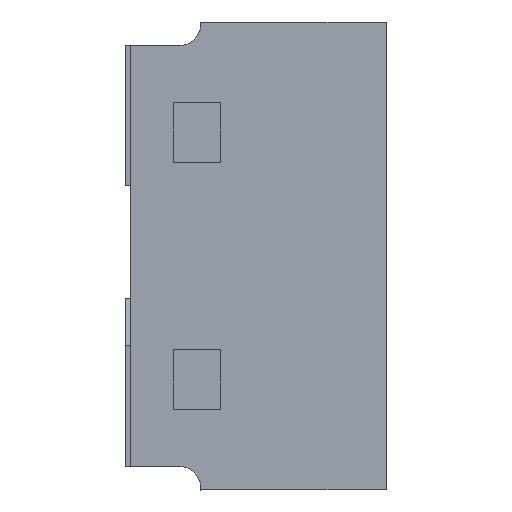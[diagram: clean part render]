
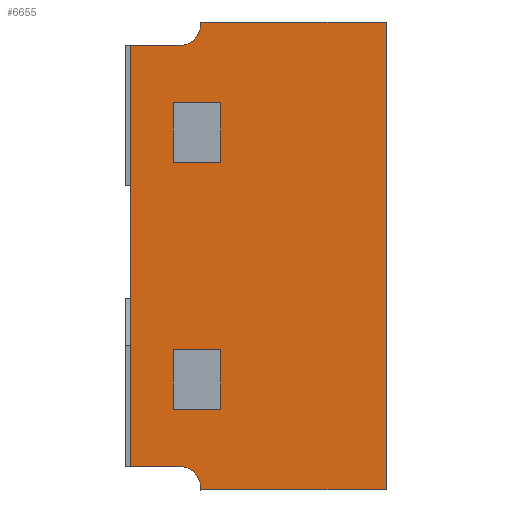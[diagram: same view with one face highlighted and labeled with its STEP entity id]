
A CAD part, left-side view. The second image highlights one B-rep face of the part: STEP entity #6655.
In plain terms, the highlighted planar face has unit normal (-1, 0, 0).
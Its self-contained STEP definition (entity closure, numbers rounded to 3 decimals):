
#3 = CARTESIAN_POINT ( 'NONE',  ( 0., 0.441, -0.95 ) ) ;
#23 = EDGE_CURVE ( 'NONE', #5107, #5946, #2644, .T. ) ;
#36 = CARTESIAN_POINT ( 'NONE',  ( 0., 0.546, -0.95 ) ) ;
#201 = VERTEX_POINT ( 'NONE', #4141 ) ;
#203 = VERTEX_POINT ( 'NONE', #2195 ) ;
#275 = VECTOR ( 'NONE', #1217, 1000. ) ;
#378 = CARTESIAN_POINT ( 'NONE',  ( 0., 0., -1. ) ) ;
#399 = EDGE_CURVE ( 'NONE', #5107, #815, #615, .T. ) ;
#442 = CARTESIAN_POINT ( 'NONE',  ( 0., 0.353, -0.172 ) ) ;
#451 = DIRECTION ( 'NONE',  ( 0., -1., 0. ) ) ;
#529 = CARTESIAN_POINT ( 'NONE',  ( 0., 0.455, -0.828 ) ) ;
#615 = LINE ( 'NONE', #6774, #4174 ) ;
#655 = EDGE_CURVE ( 'NONE', #4085, #3911, #2863, .T. ) ;
#679 = LINE ( 'NONE', #6542, #6807 ) ;
#689 = VERTEX_POINT ( 'NONE', #983 ) ;
#768 = ORIENTED_EDGE ( 'NONE', *, *, #2531, .F. ) ;
#799 = DIRECTION ( 'NONE',  ( 0., -1., 0. ) ) ;
#815 = VERTEX_POINT ( 'NONE', #3097 ) ;
#824 = CIRCLE ( 'NONE', #5474, 0.045 ) ;
#885 = ORIENTED_EDGE ( 'NONE', *, *, #655, .T. ) ;
#905 = CARTESIAN_POINT ( 'NONE',  ( 0., 0.546, -1. ) ) ;
#983 = CARTESIAN_POINT ( 'NONE',  ( 0., 0.353, -0.3 ) ) ;
#1041 = DIRECTION ( 'NONE',  ( 0., 0., 1. ) ) ;
#1062 = DIRECTION ( 'NONE',  ( 0., 0., -1. ) ) ;
#1157 = VECTOR ( 'NONE', #2792, 1000. ) ;
#1217 = DIRECTION ( 'NONE',  ( 0., -1., 0. ) ) ;
#1218 = CARTESIAN_POINT ( 'NONE',  ( 0., 0.441, -0.005 ) ) ;
#1248 = CIRCLE ( 'NONE', #8152, 0.045 ) ;
#1256 = VECTOR ( 'NONE', #2272, 1000. ) ;
#1267 = VECTOR ( 'NONE', #7579, 1000. ) ;
#1275 = DIRECTION ( 'NONE',  ( 1., 0., 0. ) ) ;
#1324 = ORIENTED_EDGE ( 'NONE', *, *, #7626, .T. ) ;
#1390 = ORIENTED_EDGE ( 'NONE', *, *, #8085, .F. ) ;
#1403 = VECTOR ( 'NONE', #3422, 1000. ) ;
#1452 = PLANE ( 'NONE',  #6053 ) ;
#1477 = CARTESIAN_POINT ( 'NONE',  ( 0., 0.396, 0. ) ) ;
#1519 = CARTESIAN_POINT ( 'NONE',  ( 0., 0.353, -0.828 ) ) ;
#1548 = CARTESIAN_POINT ( 'NONE',  ( 0., 0.396, -1. ) ) ;
#1582 = VERTEX_POINT ( 'NONE', #529 ) ;
#1592 = LINE ( 'NONE', #6622, #1157 ) ;
#1751 = ORIENTED_EDGE ( 'NONE', *, *, #7488, .T. ) ;
#1852 = DIRECTION ( 'NONE',  ( 1., 0., 0. ) ) ;
#1918 = DIRECTION ( 'NONE',  ( 0., 0., -1. ) ) ;
#2056 = DIRECTION ( 'NONE',  ( 0., 0., -1. ) ) ;
#2071 = ORIENTED_EDGE ( 'NONE', *, *, #2889, .T. ) ;
#2102 = CARTESIAN_POINT ( 'NONE',  ( 0., 0.353, -0.172 ) ) ;
#2105 = CARTESIAN_POINT ( 'NONE',  ( 0., 0.455, -0.172 ) ) ;
#2183 = VECTOR ( 'NONE', #2185, 1000. ) ;
#2185 = DIRECTION ( 'NONE',  ( 0., -1., 0. ) ) ;
#2186 = CARTESIAN_POINT ( 'NONE',  ( 0., 0.546, 0. ) ) ;
#2195 = CARTESIAN_POINT ( 'NONE',  ( 0., 0.455, -0.3 ) ) ;
#2225 = CARTESIAN_POINT ( 'NONE',  ( 0., 0.455, -0.172 ) ) ;
#2272 = DIRECTION ( 'NONE',  ( 0., 0., -1. ) ) ;
#2507 = CARTESIAN_POINT ( 'NONE',  ( 0., 0., 0. ) ) ;
#2531 = EDGE_CURVE ( 'NONE', #203, #689, #3055, .T. ) ;
#2614 = CARTESIAN_POINT ( 'NONE',  ( 0., 0.396, -0.995 ) ) ;
#2644 = LINE ( 'NONE', #1477, #5629 ) ;
#2673 = LINE ( 'NONE', #1519, #3023 ) ;
#2792 = DIRECTION ( 'NONE',  ( 0., -1., 0. ) ) ;
#2824 = VERTEX_POINT ( 'NONE', #2105 ) ;
#2863 = LINE ( 'NONE', #905, #2183 ) ;
#2881 = LINE ( 'NONE', #5412, #4572 ) ;
#2889 = EDGE_CURVE ( 'NONE', #3911, #815, #6732, .T. ) ;
#3023 = VECTOR ( 'NONE', #2056, 1000. ) ;
#3055 = LINE ( 'NONE', #6088, #275 ) ;
#3057 = EDGE_CURVE ( 'NONE', #1582, #4639, #679, .T. ) ;
#3097 = CARTESIAN_POINT ( 'NONE',  ( 0., 0., 0. ) ) ;
#3108 = VECTOR ( 'NONE', #3438, 1000. ) ;
#3182 = CARTESIAN_POINT ( 'NONE',  ( 0., 0.441, -0.05 ) ) ;
#3191 = EDGE_CURVE ( 'NONE', #5946, #7931, #824, .T. ) ;
#3314 = LINE ( 'NONE', #2102, #3108 ) ;
#3331 = FACE_BOUND ( 'NONE', #4112, .T. ) ;
#3393 = VERTEX_POINT ( 'NONE', #3 ) ;
#3422 = DIRECTION ( 'NONE',  ( 0., -1., 0. ) ) ;
#3438 = DIRECTION ( 'NONE',  ( 0., 0., -1. ) ) ;
#3458 = DIRECTION ( 'NONE',  ( 0., 0., -1. ) ) ;
#3495 = DIRECTION ( 'NONE',  ( 0., -1., 0. ) ) ;
#3541 = ORIENTED_EDGE ( 'NONE', *, *, #3057, .F. ) ;
#3620 = ORIENTED_EDGE ( 'NONE', *, *, #4264, .T. ) ;
#3809 = VECTOR ( 'NONE', #1041, 1000. ) ;
#3815 = DIRECTION ( 'NONE',  ( 0., 0., 1. ) ) ;
#3911 = VERTEX_POINT ( 'NONE', #378 ) ;
#3999 = CARTESIAN_POINT ( 'NONE',  ( 0., 0.546, 0. ) ) ;
#4036 = ORIENTED_EDGE ( 'NONE', *, *, #4919, .F. ) ;
#4058 = EDGE_CURVE ( 'NONE', #6077, #1582, #7473, .T. ) ;
#4085 = VERTEX_POINT ( 'NONE', #7397 ) ;
#4087 = CARTESIAN_POINT ( 'NONE',  ( 0., 0.455, -0.7 ) ) ;
#4112 = EDGE_LOOP ( 'NONE', ( #1390, #3620, #6611, #768 ) ) ;
#4141 = CARTESIAN_POINT ( 'NONE',  ( 0., 0.546, -0.05 ) ) ;
#4174 = VECTOR ( 'NONE', #451, 1000. ) ;
#4264 = EDGE_CURVE ( 'NONE', #2824, #5162, #2881, .T. ) ;
#4281 = ORIENTED_EDGE ( 'NONE', *, *, #6505, .T. ) ;
#4291 = CARTESIAN_POINT ( 'NONE',  ( 0., 0.353, -0.7 ) ) ;
#4300 = EDGE_LOOP ( 'NONE', ( #6577, #4281, #4036, #1751, #7069, #7980, #885, #2071, #6312, #7349 ) ) ;
#4572 = VECTOR ( 'NONE', #3495, 1000. ) ;
#4639 = VERTEX_POINT ( 'NONE', #5299 ) ;
#4692 = LINE ( 'NONE', #4087, #1403 ) ;
#4878 = DIRECTION ( 'NONE',  ( 0., 0., -1. ) ) ;
#4885 = EDGE_CURVE ( 'NONE', #3393, #6945, #1248, .T. ) ;
#4919 = EDGE_CURVE ( 'NONE', #6977, #201, #5291, .T. ) ;
#5107 = VERTEX_POINT ( 'NONE', #6129 ) ;
#5142 = ORIENTED_EDGE ( 'NONE', *, *, #7468, .T. ) ;
#5162 = VERTEX_POINT ( 'NONE', #442 ) ;
#5164 = DIRECTION ( 'NONE',  ( 0., 0., 1. ) ) ;
#5291 = LINE ( 'NONE', #2186, #5366 ) ;
#5299 = CARTESIAN_POINT ( 'NONE',  ( 0., 0.353, -0.828 ) ) ;
#5366 = VECTOR ( 'NONE', #5164, 1000. ) ;
#5380 = LINE ( 'NONE', #2225, #5934 ) ;
#5412 = CARTESIAN_POINT ( 'NONE',  ( 0., 0.455, -0.172 ) ) ;
#5474 = AXIS2_PLACEMENT_3D ( 'NONE', #1218, #1852, #4878 ) ;
#5629 = VECTOR ( 'NONE', #7765, 1000. ) ;
#5857 = FACE_BOUND ( 'NONE', #6747, .T. ) ;
#5880 = CARTESIAN_POINT ( 'NONE',  ( 0., 0.396, -0.005 ) ) ;
#5908 = DIRECTION ( 'NONE',  ( 1., 0., 0. ) ) ;
#5934 = VECTOR ( 'NONE', #1062, 1000. ) ;
#5946 = VERTEX_POINT ( 'NONE', #5880 ) ;
#6001 = EDGE_CURVE ( 'NONE', #5162, #689, #3314, .T. ) ;
#6014 = CARTESIAN_POINT ( 'NONE',  ( 0., 0.455, -0.7 ) ) ;
#6053 = AXIS2_PLACEMENT_3D ( 'NONE', #3999, #5908, #1918 ) ;
#6077 = VERTEX_POINT ( 'NONE', #6014 ) ;
#6088 = CARTESIAN_POINT ( 'NONE',  ( 0., 0.455, -0.3 ) ) ;
#6129 = CARTESIAN_POINT ( 'NONE',  ( 0., 0.396, 0. ) ) ;
#6233 = CARTESIAN_POINT ( 'NONE',  ( 0., 0.455, -0.828 ) ) ;
#6312 = ORIENTED_EDGE ( 'NONE', *, *, #399, .F. ) ;
#6441 = ORIENTED_EDGE ( 'NONE', *, *, #4058, .F. ) ;
#6505 = EDGE_CURVE ( 'NONE', #7931, #201, #8202, .T. ) ;
#6542 = CARTESIAN_POINT ( 'NONE',  ( 0., 0.455, -0.828 ) ) ;
#6577 = ORIENTED_EDGE ( 'NONE', *, *, #3191, .T. ) ;
#6611 = ORIENTED_EDGE ( 'NONE', *, *, #6001, .T. ) ;
#6622 = CARTESIAN_POINT ( 'NONE',  ( 0., 0.546, -0.95 ) ) ;
#6655 = ADVANCED_FACE ( 'NONE', ( #3331, #7158, #5857 ), #1452, .F. ) ;
#6732 = LINE ( 'NONE', #2507, #3809 ) ;
#6747 = EDGE_LOOP ( 'NONE', ( #6441, #5142, #1324, #3541 ) ) ;
#6774 = CARTESIAN_POINT ( 'NONE',  ( 0., 0.546, 0. ) ) ;
#6807 = VECTOR ( 'NONE', #799, 1000. ) ;
#6945 = VERTEX_POINT ( 'NONE', #2614 ) ;
#6977 = VERTEX_POINT ( 'NONE', #36 ) ;
#7013 = CARTESIAN_POINT ( 'NONE',  ( 0., 0.441, -0.995 ) ) ;
#7069 = ORIENTED_EDGE ( 'NONE', *, *, #4885, .T. ) ;
#7158 = FACE_OUTER_BOUND ( 'NONE', #4300, .T. ) ;
#7349 = ORIENTED_EDGE ( 'NONE', *, *, #23, .T. ) ;
#7397 = CARTESIAN_POINT ( 'NONE',  ( 0., 0.396, -1. ) ) ;
#7468 = EDGE_CURVE ( 'NONE', #6077, #8213, #4692, .T. ) ;
#7473 = LINE ( 'NONE', #6233, #1256 ) ;
#7488 = EDGE_CURVE ( 'NONE', #6977, #3393, #1592, .T. ) ;
#7500 = CARTESIAN_POINT ( 'NONE',  ( 0., 0.546, -0.05 ) ) ;
#7528 = EDGE_CURVE ( 'NONE', #6945, #4085, #7852, .T. ) ;
#7579 = DIRECTION ( 'NONE',  ( 0., 1., 0. ) ) ;
#7626 = EDGE_CURVE ( 'NONE', #8213, #4639, #2673, .T. ) ;
#7765 = DIRECTION ( 'NONE',  ( 0., 0., -1. ) ) ;
#7778 = VECTOR ( 'NONE', #3458, 1000. ) ;
#7852 = LINE ( 'NONE', #1548, #7778 ) ;
#7931 = VERTEX_POINT ( 'NONE', #3182 ) ;
#7980 = ORIENTED_EDGE ( 'NONE', *, *, #7528, .T. ) ;
#8085 = EDGE_CURVE ( 'NONE', #2824, #203, #5380, .T. ) ;
#8152 = AXIS2_PLACEMENT_3D ( 'NONE', #7013, #1275, #3815 ) ;
#8202 = LINE ( 'NONE', #7500, #1267 ) ;
#8213 = VERTEX_POINT ( 'NONE', #4291 ) ;
